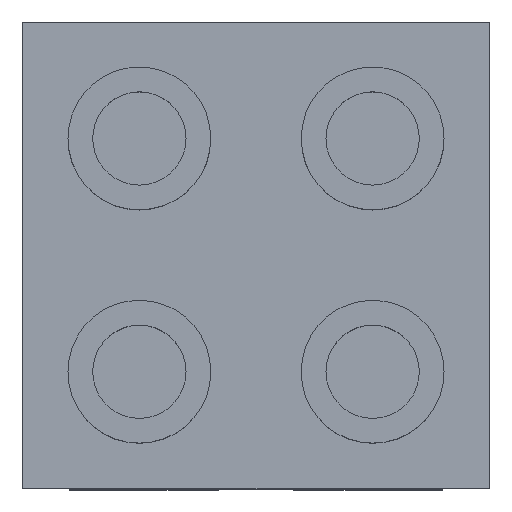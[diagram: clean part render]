
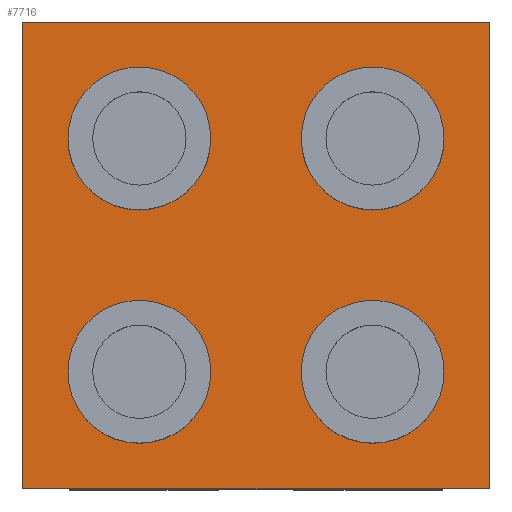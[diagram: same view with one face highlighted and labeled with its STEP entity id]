
A CAD part, top view. The second image highlights one B-rep face of the part: STEP entity #7716.
In plain terms, the highlighted planar face has unit normal (0, 0, 1).
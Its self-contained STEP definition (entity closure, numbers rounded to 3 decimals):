
#6390 = PLANE('',#6391);
#6391 = AXIS2_PLACEMENT_3D('',#6392,#6393,#6394);
#6392 = CARTESIAN_POINT('',(-8.,-8.,27.2));
#6393 = DIRECTION('',(0.,1.,0.));
#6394 = DIRECTION('',(0.,0.,1.));
#6864 = PLANE('',#6865);
#6865 = AXIS2_PLACEMENT_3D('',#6866,#6867,#6868);
#6866 = CARTESIAN_POINT('',(8.,-8.,27.2));
#6867 = DIRECTION('',(1.,0.,0.));
#6868 = DIRECTION('',(0.,0.,1.));
#7041 = PLANE('',#7042);
#7042 = AXIS2_PLACEMENT_3D('',#7043,#7044,#7045);
#7043 = CARTESIAN_POINT('',(-8.,8.,27.2));
#7044 = DIRECTION('',(0.,1.,0.));
#7045 = DIRECTION('',(0.,0.,1.));
#7271 = PLANE('',#7272);
#7272 = AXIS2_PLACEMENT_3D('',#7273,#7274,#7275);
#7273 = CARTESIAN_POINT('',(-8.,-8.,27.2));
#7274 = DIRECTION('',(1.,0.,0.));
#7275 = DIRECTION('',(0.,0.,1.));
#7413 = VERTEX_POINT('',#7414);
#7414 = CARTESIAN_POINT('',(-8.,-8.,28.8));
#7435 = EDGE_CURVE('',#7413,#7436,#7438,.T.);
#7436 = VERTEX_POINT('',#7437);
#7437 = CARTESIAN_POINT('',(8.,-8.,28.8));
#7438 = SURFACE_CURVE('',#7439,(#7443,#7450),.PCURVE_S1.);
#7439 = LINE('',#7440,#7441);
#7440 = CARTESIAN_POINT('',(-8.,-8.,28.8));
#7441 = VECTOR('',#7442,1.);
#7442 = DIRECTION('',(1.,0.,0.));
#7443 = PCURVE('',#6390,#7444);
#7444 = DEFINITIONAL_REPRESENTATION('',(#7445),#7449);
#7445 = LINE('',#7446,#7447);
#7446 = CARTESIAN_POINT('',(1.6,0.));
#7447 = VECTOR('',#7448,1.);
#7448 = DIRECTION('',(0.,1.));
#7449 = ( GEOMETRIC_REPRESENTATION_CONTEXT(2) 
PARAMETRIC_REPRESENTATION_CONTEXT() REPRESENTATION_CONTEXT('2D SPACE',''
  ) );
#7450 = PCURVE('',#7451,#7456);
#7451 = PLANE('',#7452);
#7452 = AXIS2_PLACEMENT_3D('',#7453,#7454,#7455);
#7453 = CARTESIAN_POINT('',(-8.,-8.,28.8));
#7454 = DIRECTION('',(0.,0.,1.));
#7455 = DIRECTION('',(1.,0.,0.));
#7456 = DEFINITIONAL_REPRESENTATION('',(#7457),#7461);
#7457 = LINE('',#7458,#7459);
#7458 = CARTESIAN_POINT('',(0.,0.));
#7459 = VECTOR('',#7460,1.);
#7460 = DIRECTION('',(1.,0.));
#7461 = ( GEOMETRIC_REPRESENTATION_CONTEXT(2) 
PARAMETRIC_REPRESENTATION_CONTEXT() REPRESENTATION_CONTEXT('2D SPACE',''
  ) );
#7563 = VERTEX_POINT('',#7564);
#7564 = CARTESIAN_POINT('',(8.,8.,28.8));
#7585 = EDGE_CURVE('',#7436,#7563,#7586,.T.);
#7586 = SURFACE_CURVE('',#7587,(#7591,#7598),.PCURVE_S1.);
#7587 = LINE('',#7588,#7589);
#7588 = CARTESIAN_POINT('',(8.,-8.,28.8));
#7589 = VECTOR('',#7590,1.);
#7590 = DIRECTION('',(0.,1.,0.));
#7591 = PCURVE('',#6864,#7592);
#7592 = DEFINITIONAL_REPRESENTATION('',(#7593),#7597);
#7593 = LINE('',#7594,#7595);
#7594 = CARTESIAN_POINT('',(1.6,0.));
#7595 = VECTOR('',#7596,1.);
#7596 = DIRECTION('',(0.,-1.));
#7597 = ( GEOMETRIC_REPRESENTATION_CONTEXT(2) 
PARAMETRIC_REPRESENTATION_CONTEXT() REPRESENTATION_CONTEXT('2D SPACE',''
  ) );
#7598 = PCURVE('',#7451,#7599);
#7599 = DEFINITIONAL_REPRESENTATION('',(#7600),#7604);
#7600 = LINE('',#7601,#7602);
#7601 = CARTESIAN_POINT('',(16.,0.));
#7602 = VECTOR('',#7603,1.);
#7603 = DIRECTION('',(0.,1.));
#7604 = ( GEOMETRIC_REPRESENTATION_CONTEXT(2) 
PARAMETRIC_REPRESENTATION_CONTEXT() REPRESENTATION_CONTEXT('2D SPACE',''
  ) );
#7617 = VERTEX_POINT('',#7618);
#7618 = CARTESIAN_POINT('',(-8.,8.,28.8));
#7639 = EDGE_CURVE('',#7617,#7563,#7640,.T.);
#7640 = SURFACE_CURVE('',#7641,(#7645,#7652),.PCURVE_S1.);
#7641 = LINE('',#7642,#7643);
#7642 = CARTESIAN_POINT('',(-8.,8.,28.8));
#7643 = VECTOR('',#7644,1.);
#7644 = DIRECTION('',(1.,0.,0.));
#7645 = PCURVE('',#7041,#7646);
#7646 = DEFINITIONAL_REPRESENTATION('',(#7647),#7651);
#7647 = LINE('',#7648,#7649);
#7648 = CARTESIAN_POINT('',(1.6,0.));
#7649 = VECTOR('',#7650,1.);
#7650 = DIRECTION('',(0.,1.));
#7651 = ( GEOMETRIC_REPRESENTATION_CONTEXT(2) 
PARAMETRIC_REPRESENTATION_CONTEXT() REPRESENTATION_CONTEXT('2D SPACE',''
  ) );
#7652 = PCURVE('',#7451,#7653);
#7653 = DEFINITIONAL_REPRESENTATION('',(#7654),#7658);
#7654 = LINE('',#7655,#7656);
#7655 = CARTESIAN_POINT('',(0.,16.));
#7656 = VECTOR('',#7657,1.);
#7657 = DIRECTION('',(1.,0.));
#7658 = ( GEOMETRIC_REPRESENTATION_CONTEXT(2) 
PARAMETRIC_REPRESENTATION_CONTEXT() REPRESENTATION_CONTEXT('2D SPACE',''
  ) );
#7696 = EDGE_CURVE('',#7413,#7617,#7697,.T.);
#7697 = SURFACE_CURVE('',#7698,(#7702,#7709),.PCURVE_S1.);
#7698 = LINE('',#7699,#7700);
#7699 = CARTESIAN_POINT('',(-8.,-8.,28.8));
#7700 = VECTOR('',#7701,1.);
#7701 = DIRECTION('',(0.,1.,0.));
#7702 = PCURVE('',#7271,#7703);
#7703 = DEFINITIONAL_REPRESENTATION('',(#7704),#7708);
#7704 = LINE('',#7705,#7706);
#7705 = CARTESIAN_POINT('',(1.6,0.));
#7706 = VECTOR('',#7707,1.);
#7707 = DIRECTION('',(0.,-1.));
#7708 = ( GEOMETRIC_REPRESENTATION_CONTEXT(2) 
PARAMETRIC_REPRESENTATION_CONTEXT() REPRESENTATION_CONTEXT('2D SPACE',''
  ) );
#7709 = PCURVE('',#7451,#7710);
#7710 = DEFINITIONAL_REPRESENTATION('',(#7711),#7715);
#7711 = LINE('',#7712,#7713);
#7712 = CARTESIAN_POINT('',(0.,0.));
#7713 = VECTOR('',#7714,1.);
#7714 = DIRECTION('',(0.,1.));
#7715 = ( GEOMETRIC_REPRESENTATION_CONTEXT(2) 
PARAMETRIC_REPRESENTATION_CONTEXT() REPRESENTATION_CONTEXT('2D SPACE',''
  ) );
#7716 = ADVANCED_FACE('',(#7717,#7723,#7754,#7785,#7816),#7451,.T.);
#7717 = FACE_BOUND('',#7718,.T.);
#7718 = EDGE_LOOP('',(#7719,#7720,#7721,#7722));
#7719 = ORIENTED_EDGE('',*,*,#7696,.F.);
#7720 = ORIENTED_EDGE('',*,*,#7435,.T.);
#7721 = ORIENTED_EDGE('',*,*,#7585,.T.);
#7722 = ORIENTED_EDGE('',*,*,#7639,.F.);
#7723 = FACE_BOUND('',#7724,.T.);
#7724 = EDGE_LOOP('',(#7725));
#7725 = ORIENTED_EDGE('',*,*,#7726,.F.);
#7726 = EDGE_CURVE('',#7727,#7727,#7729,.T.);
#7727 = VERTEX_POINT('',#7728);
#7728 = CARTESIAN_POINT('',(-1.55,-4.,28.8));
#7729 = SURFACE_CURVE('',#7730,(#7735,#7742),.PCURVE_S1.);
#7730 = CIRCLE('',#7731,2.45);
#7731 = AXIS2_PLACEMENT_3D('',#7732,#7733,#7734);
#7732 = CARTESIAN_POINT('',(-4.,-4.,28.8));
#7733 = DIRECTION('',(0.,0.,1.));
#7734 = DIRECTION('',(1.,0.,0.));
#7735 = PCURVE('',#7451,#7736);
#7736 = DEFINITIONAL_REPRESENTATION('',(#7737),#7741);
#7737 = CIRCLE('',#7738,2.45);
#7738 = AXIS2_PLACEMENT_2D('',#7739,#7740);
#7739 = CARTESIAN_POINT('',(4.,4.));
#7740 = DIRECTION('',(1.,0.));
#7741 = ( GEOMETRIC_REPRESENTATION_CONTEXT(2) 
PARAMETRIC_REPRESENTATION_CONTEXT() REPRESENTATION_CONTEXT('2D SPACE',''
  ) );
#7742 = PCURVE('',#7743,#7748);
#7743 = CYLINDRICAL_SURFACE('',#7744,2.45);
#7744 = AXIS2_PLACEMENT_3D('',#7745,#7746,#7747);
#7745 = CARTESIAN_POINT('',(-4.,-4.,28.8));
#7746 = DIRECTION('',(0.,0.,1.));
#7747 = DIRECTION('',(1.,0.,0.));
#7748 = DEFINITIONAL_REPRESENTATION('',(#7749),#7753);
#7749 = LINE('',#7750,#7751);
#7750 = CARTESIAN_POINT('',(0.,0.));
#7751 = VECTOR('',#7752,1.);
#7752 = DIRECTION('',(1.,0.));
#7753 = ( GEOMETRIC_REPRESENTATION_CONTEXT(2) 
PARAMETRIC_REPRESENTATION_CONTEXT() REPRESENTATION_CONTEXT('2D SPACE',''
  ) );
#7754 = FACE_BOUND('',#7755,.T.);
#7755 = EDGE_LOOP('',(#7756));
#7756 = ORIENTED_EDGE('',*,*,#7757,.F.);
#7757 = EDGE_CURVE('',#7758,#7758,#7760,.T.);
#7758 = VERTEX_POINT('',#7759);
#7759 = CARTESIAN_POINT('',(6.45,-4.,28.8));
#7760 = SURFACE_CURVE('',#7761,(#7766,#7773),.PCURVE_S1.);
#7761 = CIRCLE('',#7762,2.45);
#7762 = AXIS2_PLACEMENT_3D('',#7763,#7764,#7765);
#7763 = CARTESIAN_POINT('',(4.,-4.,28.8));
#7764 = DIRECTION('',(0.,0.,1.));
#7765 = DIRECTION('',(1.,0.,0.));
#7766 = PCURVE('',#7451,#7767);
#7767 = DEFINITIONAL_REPRESENTATION('',(#7768),#7772);
#7768 = CIRCLE('',#7769,2.45);
#7769 = AXIS2_PLACEMENT_2D('',#7770,#7771);
#7770 = CARTESIAN_POINT('',(12.,4.));
#7771 = DIRECTION('',(1.,0.));
#7772 = ( GEOMETRIC_REPRESENTATION_CONTEXT(2) 
PARAMETRIC_REPRESENTATION_CONTEXT() REPRESENTATION_CONTEXT('2D SPACE',''
  ) );
#7773 = PCURVE('',#7774,#7779);
#7774 = CYLINDRICAL_SURFACE('',#7775,2.45);
#7775 = AXIS2_PLACEMENT_3D('',#7776,#7777,#7778);
#7776 = CARTESIAN_POINT('',(4.,-4.,28.8));
#7777 = DIRECTION('',(0.,0.,1.));
#7778 = DIRECTION('',(1.,0.,0.));
#7779 = DEFINITIONAL_REPRESENTATION('',(#7780),#7784);
#7780 = LINE('',#7781,#7782);
#7781 = CARTESIAN_POINT('',(0.,0.));
#7782 = VECTOR('',#7783,1.);
#7783 = DIRECTION('',(1.,0.));
#7784 = ( GEOMETRIC_REPRESENTATION_CONTEXT(2) 
PARAMETRIC_REPRESENTATION_CONTEXT() REPRESENTATION_CONTEXT('2D SPACE',''
  ) );
#7785 = FACE_BOUND('',#7786,.T.);
#7786 = EDGE_LOOP('',(#7787));
#7787 = ORIENTED_EDGE('',*,*,#7788,.F.);
#7788 = EDGE_CURVE('',#7789,#7789,#7791,.T.);
#7789 = VERTEX_POINT('',#7790);
#7790 = CARTESIAN_POINT('',(-1.55,4.,28.8));
#7791 = SURFACE_CURVE('',#7792,(#7797,#7804),.PCURVE_S1.);
#7792 = CIRCLE('',#7793,2.45);
#7793 = AXIS2_PLACEMENT_3D('',#7794,#7795,#7796);
#7794 = CARTESIAN_POINT('',(-4.,4.,28.8));
#7795 = DIRECTION('',(0.,0.,1.));
#7796 = DIRECTION('',(1.,0.,0.));
#7797 = PCURVE('',#7451,#7798);
#7798 = DEFINITIONAL_REPRESENTATION('',(#7799),#7803);
#7799 = CIRCLE('',#7800,2.45);
#7800 = AXIS2_PLACEMENT_2D('',#7801,#7802);
#7801 = CARTESIAN_POINT('',(4.,12.));
#7802 = DIRECTION('',(1.,0.));
#7803 = ( GEOMETRIC_REPRESENTATION_CONTEXT(2) 
PARAMETRIC_REPRESENTATION_CONTEXT() REPRESENTATION_CONTEXT('2D SPACE',''
  ) );
#7804 = PCURVE('',#7805,#7810);
#7805 = CYLINDRICAL_SURFACE('',#7806,2.45);
#7806 = AXIS2_PLACEMENT_3D('',#7807,#7808,#7809);
#7807 = CARTESIAN_POINT('',(-4.,4.,28.8));
#7808 = DIRECTION('',(0.,0.,1.));
#7809 = DIRECTION('',(1.,0.,0.));
#7810 = DEFINITIONAL_REPRESENTATION('',(#7811),#7815);
#7811 = LINE('',#7812,#7813);
#7812 = CARTESIAN_POINT('',(0.,0.));
#7813 = VECTOR('',#7814,1.);
#7814 = DIRECTION('',(1.,0.));
#7815 = ( GEOMETRIC_REPRESENTATION_CONTEXT(2) 
PARAMETRIC_REPRESENTATION_CONTEXT() REPRESENTATION_CONTEXT('2D SPACE',''
  ) );
#7816 = FACE_BOUND('',#7817,.T.);
#7817 = EDGE_LOOP('',(#7818));
#7818 = ORIENTED_EDGE('',*,*,#7819,.F.);
#7819 = EDGE_CURVE('',#7820,#7820,#7822,.T.);
#7820 = VERTEX_POINT('',#7821);
#7821 = CARTESIAN_POINT('',(6.45,4.,28.8));
#7822 = SURFACE_CURVE('',#7823,(#7828,#7835),.PCURVE_S1.);
#7823 = CIRCLE('',#7824,2.45);
#7824 = AXIS2_PLACEMENT_3D('',#7825,#7826,#7827);
#7825 = CARTESIAN_POINT('',(4.,4.,28.8));
#7826 = DIRECTION('',(0.,0.,1.));
#7827 = DIRECTION('',(1.,0.,0.));
#7828 = PCURVE('',#7451,#7829);
#7829 = DEFINITIONAL_REPRESENTATION('',(#7830),#7834);
#7830 = CIRCLE('',#7831,2.45);
#7831 = AXIS2_PLACEMENT_2D('',#7832,#7833);
#7832 = CARTESIAN_POINT('',(12.,12.));
#7833 = DIRECTION('',(1.,0.));
#7834 = ( GEOMETRIC_REPRESENTATION_CONTEXT(2) 
PARAMETRIC_REPRESENTATION_CONTEXT() REPRESENTATION_CONTEXT('2D SPACE',''
  ) );
#7835 = PCURVE('',#7836,#7841);
#7836 = CYLINDRICAL_SURFACE('',#7837,2.45);
#7837 = AXIS2_PLACEMENT_3D('',#7838,#7839,#7840);
#7838 = CARTESIAN_POINT('',(4.,4.,28.8));
#7839 = DIRECTION('',(0.,0.,1.));
#7840 = DIRECTION('',(1.,0.,0.));
#7841 = DEFINITIONAL_REPRESENTATION('',(#7842),#7846);
#7842 = LINE('',#7843,#7844);
#7843 = CARTESIAN_POINT('',(0.,0.));
#7844 = VECTOR('',#7845,1.);
#7845 = DIRECTION('',(1.,0.));
#7846 = ( GEOMETRIC_REPRESENTATION_CONTEXT(2) 
PARAMETRIC_REPRESENTATION_CONTEXT() REPRESENTATION_CONTEXT('2D SPACE',''
  ) );
